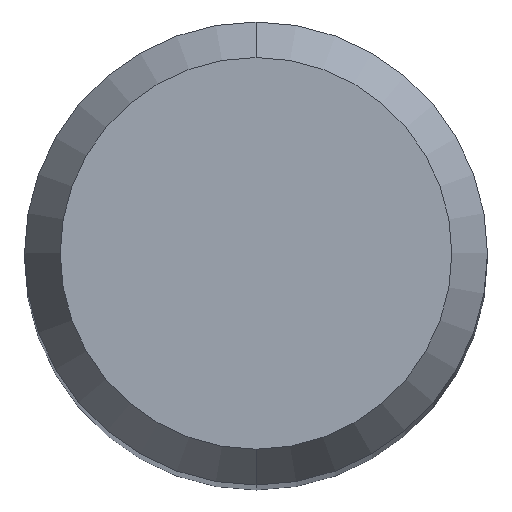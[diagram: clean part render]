
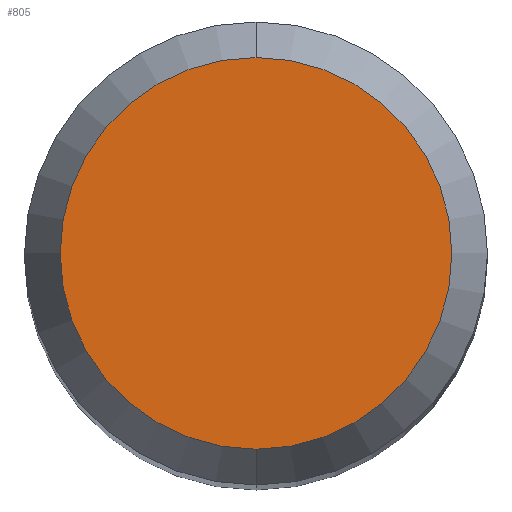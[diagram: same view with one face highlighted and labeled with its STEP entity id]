
A CAD part, top view. The second image highlights one B-rep face of the part: STEP entity #805.
In plain terms, the highlighted planar face has unit normal (0, 0, 1).
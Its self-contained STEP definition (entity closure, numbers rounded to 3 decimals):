
#631=EDGE_CURVE('',#997,#1109,#1594,.T.);
#805=ADVANCED_FACE('',(#1776),#1777,.T.);
#997=VERTEX_POINT('',#1991);
#1109=VERTEX_POINT('',#2113);
#1195=EDGE_CURVE('',#1109,#997,#2212,.T.);
#1594=CIRCLE('',#3696,2.538);
#1776=FACE_OUTER_BOUND('',#5086,.T.);
#1777=PLANE('',#5087);
#1991=CARTESIAN_POINT('',(0.0,2.538,0.0));
#2113=CARTESIAN_POINT('',(0.,-2.538,0.0));
#2212=CIRCLE('',#8496,2.538);
#3696=AXIS2_PLACEMENT_3D('',#10707,#10708,#10709);
#5086=EDGE_LOOP('',(#10822,#10823));
#5087=AXIS2_PLACEMENT_3D('',#10824,#10825,#10826);
#8496=AXIS2_PLACEMENT_3D('',#11364,#11365,#11366);
#10707=CARTESIAN_POINT('',(0.0,0.0,0.0));
#10708=DIRECTION('',(0.0,0.0,-1.0));
#10709=DIRECTION('',(0.0,1.0,0.0));
#10822=ORIENTED_EDGE('',*,*,#631,.F.);
#10823=ORIENTED_EDGE('',*,*,#1195,.F.);
#10824=CARTESIAN_POINT('',(0.0,1.269,0.0));
#10825=DIRECTION('',(-0.0,0.0,1.0));
#10826=DIRECTION('',(0.0,-1.0,0.0));
#11364=CARTESIAN_POINT('',(0.0,0.0,0.0));
#11365=DIRECTION('',(0.0,0.0,-1.0));
#11366=DIRECTION('',(0.0,1.0,0.0));
